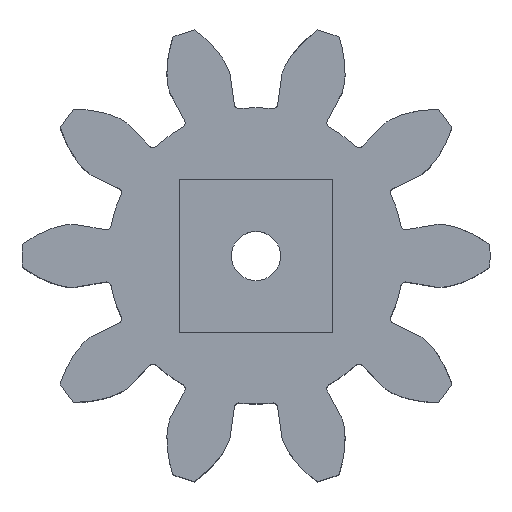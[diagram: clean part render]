
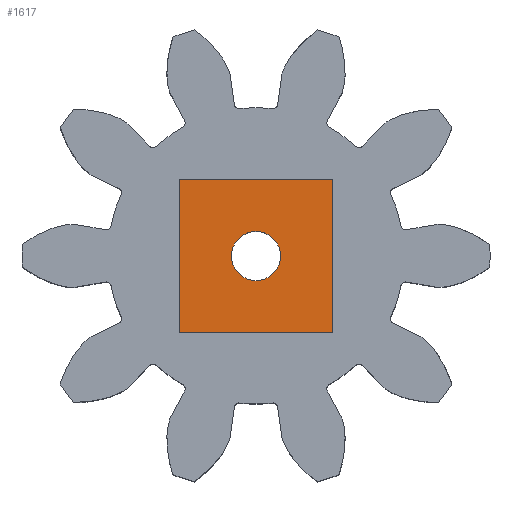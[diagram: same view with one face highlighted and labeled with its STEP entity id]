
A CAD part, top view. The second image highlights one B-rep face of the part: STEP entity #1617.
In plain terms, the highlighted planar face has unit normal (0, 0, 1).
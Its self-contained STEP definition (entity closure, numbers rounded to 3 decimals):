
#79=FACE_BOUND('',#203,.T.);
#86=PLANE('',#1722);
#114=FACE_OUTER_BOUND('',#202,.T.);
#202=EDGE_LOOP('',(#1081,#1082,#1083,#1084));
#203=EDGE_LOOP('',(#1085));
#291=LINE('',#2320,#424);
#295=LINE('',#2327,#428);
#298=LINE('',#2333,#431);
#300=LINE('',#2336,#433);
#424=VECTOR('',#1881,10.);
#428=VECTOR('',#1887,10.);
#431=VECTOR('',#1892,10.);
#433=VECTOR('',#1896,10.);
#555=CIRCLE('',#1717,1.6);
#637=VERTEX_POINT('',#2310);
#640=VERTEX_POINT('',#2317);
#641=VERTEX_POINT('',#2319);
#643=VERTEX_POINT('',#2325);
#645=VERTEX_POINT('',#2331);
#808=EDGE_CURVE('',#637,#637,#555,.T.);
#811=EDGE_CURVE('',#640,#641,#291,.T.);
#815=EDGE_CURVE('',#643,#640,#295,.T.);
#818=EDGE_CURVE('',#645,#643,#298,.T.);
#820=EDGE_CURVE('',#641,#645,#300,.T.);
#1081=ORIENTED_EDGE('',*,*,#820,.F.);
#1082=ORIENTED_EDGE('',*,*,#811,.F.);
#1083=ORIENTED_EDGE('',*,*,#815,.F.);
#1084=ORIENTED_EDGE('',*,*,#818,.F.);
#1085=ORIENTED_EDGE('',*,*,#808,.T.);
#1617=ADVANCED_FACE('',(#114,#79),#86,.T.);
#1717=AXIS2_PLACEMENT_3D('',#2312,#1875,#1876);
#1722=AXIS2_PLACEMENT_3D('',#2337,#1897,#1898);
#1875=DIRECTION('center_axis',(0.,0.,-1.));
#1876=DIRECTION('ref_axis',(1.,0.,0.));
#1881=DIRECTION('',(1.,0.,0.));
#1887=DIRECTION('',(0.,1.,0.));
#1892=DIRECTION('',(-1.,0.,0.));
#1896=DIRECTION('',(0.,-1.,0.));
#1897=DIRECTION('center_axis',(0.,0.,1.));
#1898=DIRECTION('ref_axis',(-1.,0.,0.));
#2310=CARTESIAN_POINT('',(41.252,-21.036,5.27));
#2312=CARTESIAN_POINT('Origin',(42.852,-21.036,5.27));
#2317=CARTESIAN_POINT('',(37.852,-16.036,5.27));
#2319=CARTESIAN_POINT('',(47.852,-16.036,5.27));
#2320=CARTESIAN_POINT('',(47.852,-16.036,5.27));
#2325=CARTESIAN_POINT('',(37.852,-26.036,5.27));
#2327=CARTESIAN_POINT('',(37.852,-16.036,5.27));
#2331=CARTESIAN_POINT('',(47.852,-26.036,5.27));
#2333=CARTESIAN_POINT('',(37.852,-26.036,5.27));
#2336=CARTESIAN_POINT('',(47.852,-26.036,5.27));
#2337=CARTESIAN_POINT('Origin',(42.852,-21.036,5.27));
